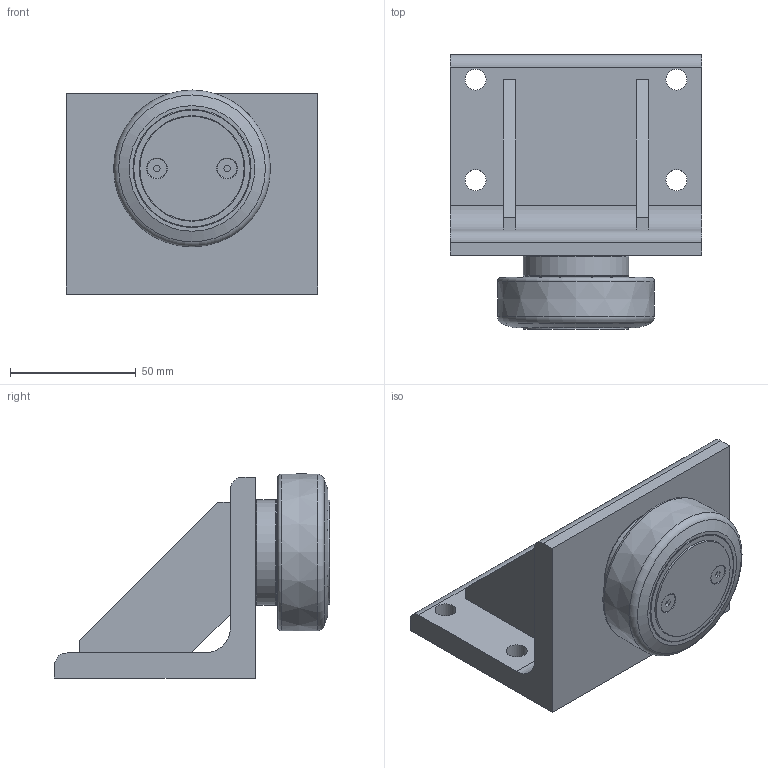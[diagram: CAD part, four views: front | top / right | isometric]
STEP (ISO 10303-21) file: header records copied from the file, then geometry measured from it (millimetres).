
FILE_DESCRIPTION(/* description */ ('-','CAx-IF Rec.Pracs.---Representation and Presentation of Product Manufacturing Information (PMI)---4.0---2014-10-13'),/* implementation_level */ '2;1');
FILE_NAME(/* name */ '5cda59be-c885-40da-a37c-e33594b639f5.stp',/* time_stamp */ '2020-04-01T16:27:23+02:00',/* author */ ('-'),/* organization */ ('NTI CADcenter A/S'),/* preprocessor_version */ 'ST-DEVELOPER v18',/* originating_system */ 'Autodesk Inventor 2020',/* authorisation */ '-');
FILE_SCHEMA (('AP242_MANAGED_MODEL_BASED_3D_ENGINEERING_MIM_LF { 1 0 10303 442 1 1 4 }'));
Length unit declared in the file: millimetre
Products named in the file (1): TR 060.0400 BW1200_Kontur
Bounding box: 100 x 109.5 x 81.25 mm (x, y, z)
Volume: 235966.1 mm3; surface area: 64628.9 mm2
Topology: 1 solids, 1 shells, 313 faces, 923 edges, 552 vertices
Faces by surface type: plane 195, cylinder 104, cone 7, torus 6, bspline 1
Full cylindrical faces by diameter (mm): 3 x2, 4 x1, 4.917 x1, 7.8 x2, 8.3 x2, 8.376 x4, 38 x1, 41.5 x1, 42 x2, 42.1 x3, 42.971 x2, 45 x1, 45.5 x1, 47 x4
Entity records: 11271 total; most frequent: DIRECTION 2230, CARTESIAN_POINT 2051, ORIENTED_EDGE 1912, AXIS2_PLACEMENT_3D 978, EDGE_CURVE 956, CIRCLE 665, VERTEX_POINT 552, EDGE_LOOP 346
